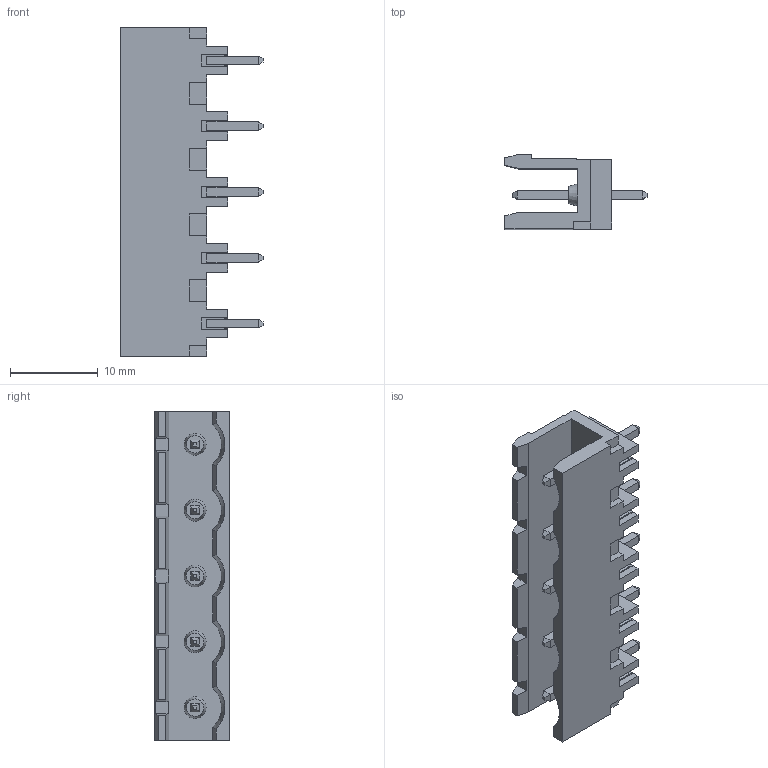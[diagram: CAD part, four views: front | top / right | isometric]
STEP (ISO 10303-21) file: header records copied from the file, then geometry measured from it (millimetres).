
FILE_DESCRIPTION(('STEP AP214'),'1');
FILE_NAME('PV05-7,5-V.stp','2021-01-27T10:27:11',(' '),(' '),'Spatial InterOp 3D',' ',' ');
FILE_SCHEMA(('AUTOMOTIVE_DESIGN { 1 0 10303 214 1 1 1 1 }'));
Length unit declared in the file: metre
Products named in the file (1): 1611742776
Bounding box: 16.2 x 8.5 x 37.5 mm (x, y, z)
Volume: 1524.6 mm3; surface area: 2808.8 mm2
Topology: 1 solids, 1 shells, 337 faces, 883 edges, 567 vertices
Faces by surface type: plane 315, cylinder 11, cone 10, extrusion 1
Entity records: 12778 total; most frequent: CARTESIAN_POINT 1821, ORIENTED_EDGE 1746, DIRECTION 1573, EDGE_CURVE 873, VECTOR 825, LINE 824, VERTEX_POINT 562, AXIS2_PLACEMENT_3D 374
